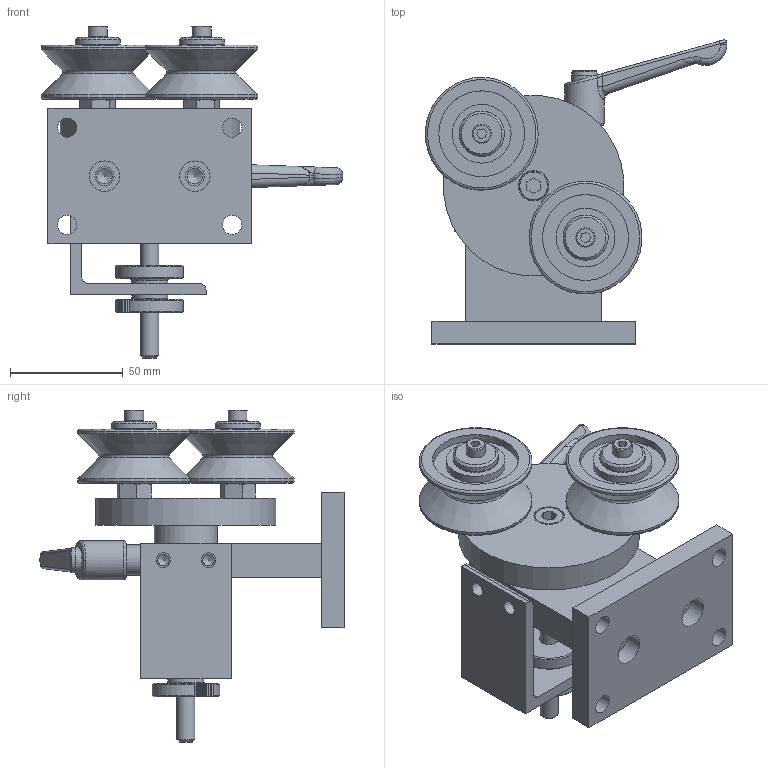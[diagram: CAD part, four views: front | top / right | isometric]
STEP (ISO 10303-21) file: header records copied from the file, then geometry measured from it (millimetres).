
FILE_DESCRIPTION (( 'STEP AP203' ), '1' );
FILE_NAME ('8983.STEP', '2018-07-03T12:01:40', ( '' ), ( '' ), 'SwSTEP 2.0', 'SolidWorks 2018', '' );
FILE_SCHEMA (( 'CONFIG_CONTROL_DESIGN' ));
Length unit declared in the file: millimetre
Products named in the file (1): 8983
Bounding box: 133.48 x 134.64 x 147 mm (x, y, z)
Surface area: 108104.2 mm2 (no closed solid volume)
Topology: 0 solids, 39 shells, 587 faces, 1379 edges, 907 vertices
Faces by surface type: plane 251, bspline 124, cylinder 123, cone 78, torus 11
Full cylindrical faces by diameter (mm): 4.2 x2, 5 x4, 5.5 x2, 6 x1, 6.5 x2, 6.8 x9, 8 x4, 8.1 x1, 8.2 x1, 8.5 x10, 9 x9, 11.375 x2, 12 x10, 12.5 x2, 13 x3, 13.5 x4, 16 x2, 17 x3, 17.5 x1, 17.9 x8, 20 x10, 26 x4, 28 x1, 38 x4, 50 x4, 80 x1
Entity records: 23055 total; most frequent: CARTESIAN_POINT 11513, ORIENTED_EDGE 2216, DIRECTION 2008, EDGE_CURVE 1124, EDGE_LOOP 911, VERTEX_POINT 857, AXIS2_PLACEMENT_3D 809, FACE_OUTER_BOUND 736
